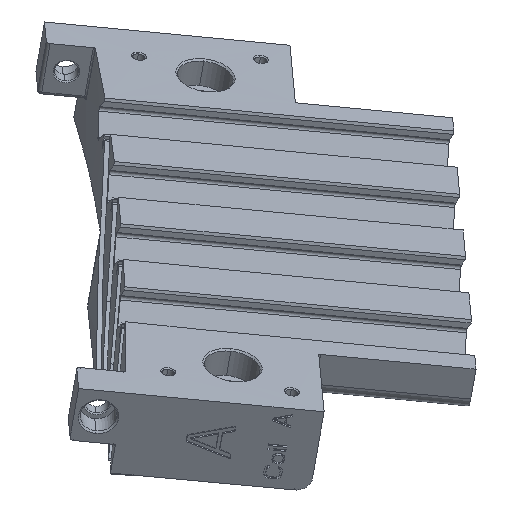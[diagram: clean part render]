
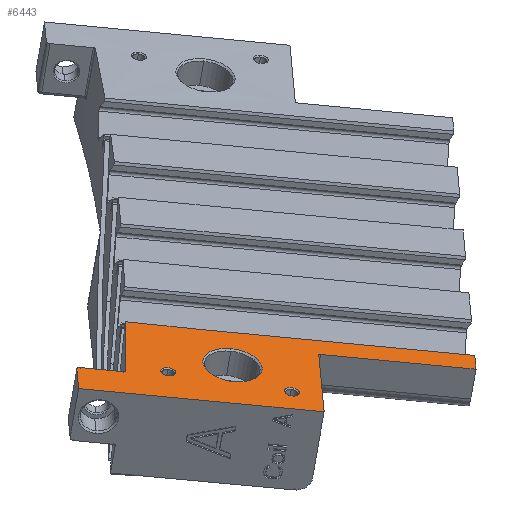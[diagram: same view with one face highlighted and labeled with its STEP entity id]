
A CAD part, isometric view. The second image highlights one B-rep face of the part: STEP entity #6443.
In plain terms, the highlighted planar face has unit normal (0.131, -0.074, 0.989).
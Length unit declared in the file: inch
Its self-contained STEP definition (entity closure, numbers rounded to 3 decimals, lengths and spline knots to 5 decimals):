
#12=CARTESIAN_POINT('',(87.53336,-32.984,-4.34491));
#13=DIRECTION('',(-0.131,0.074,-0.989));
#14=DIRECTION('',(0.67,0.742,-0.033));
#15=AXIS2_PLACEMENT_3D('',#12,#13,#14);
#17=CARTESIAN_POINT('',(87.53336,-32.984,-4.34491));
#18=DIRECTION('',(-0.131,0.074,-0.989));
#19=DIRECTION('',(-0.67,-0.742,0.033));
#20=AXIS2_PLACEMENT_3D('',#17,#18,#19);
#22=CARTESIAN_POINT('',(86.50377,-32.55251,-4.17581));
#23=DIRECTION('',(-0.131,0.074,-0.989));
#24=DIRECTION('',(-0.67,-0.742,0.033));
#25=AXIS2_PLACEMENT_3D('',#22,#23,#24);
#27=CARTESIAN_POINT('',(86.50377,-32.55251,-4.17581));
#28=DIRECTION('',(-0.131,0.074,-0.989));
#29=DIRECTION('',(0.67,0.742,-0.033));
#30=AXIS2_PLACEMENT_3D('',#27,#28,#29);
#32=CARTESIAN_POINT('',(87.79828,-34.07079,-4.46141));
#33=DIRECTION('',(-0.131,0.074,-0.989));
#34=DIRECTION('',(-0.67,-0.742,0.033));
#35=AXIS2_PLACEMENT_3D('',#32,#33,#34);
#37=CARTESIAN_POINT('',(87.79828,-34.07079,-4.46141));
#38=DIRECTION('',(-0.131,0.074,-0.989));
#39=DIRECTION('',(0.67,0.742,-0.033));
#40=AXIS2_PLACEMENT_3D('',#37,#38,#39);
#128=DIRECTION('',(-0.731,0.666,0.147));
#129=VECTOR('',#128,0.70384);
#130=CARTESIAN_POINT('',(85.88194,-32.15467,-4.06352));
#131=LINE('',#130,#129);
#132=CARTESIAN_POINT('',(86.95618,-31.12617,-4.12922));
#133=CARTESIAN_POINT('',(86.78614,-31.29858,-4.11954));
#134=CARTESIAN_POINT('',(86.44388,-31.64225,-4.09979));
#135=CARTESIAN_POINT('',(86.09712,-31.98367,-4.0793));
#136=CARTESIAN_POINT('',(85.92262,-32.1538,-4.06886));
#138=CARTESIAN_POINT('',(87.84602,-31.96302,-4.31005));
#139=CARTESIAN_POINT('',(87.81019,-31.93006,-4.30282));
#140=CARTESIAN_POINT('',(87.67896,-31.80926,-4.27635));
#141=CARTESIAN_POINT('',(87.44833,-31.59566,-4.22973));
#142=CARTESIAN_POINT('',(87.18016,-31.34185,-4.1751));
#143=CARTESIAN_POINT('',(87.01678,-31.18474,-4.14165));
#144=CARTESIAN_POINT('',(86.95618,-31.12617,-4.12922));
#146=DIRECTION('',(-0.731,0.666,0.147));
#147=VECTOR('',#146,4.45447);
#148=CARTESIAN_POINT('',(91.10208,-34.93147,-4.96474));
#149=LINE('',#148,#147);
#150=DIRECTION('',(-0.731,0.666,0.147));
#151=VECTOR('',#150,2.5325);
#152=CARTESIAN_POINT('',(90.83208,-35.2306,-4.95128));
#153=LINE('',#152,#151);
#154=DIRECTION('',(-0.67,-0.742,0.033));
#155=VECTOR('',#154,0.565);
#156=CARTESIAN_POINT('',(85.28342,-31.69016,-3.94925));
#157=LINE('',#156,#155);
#158=CARTESIAN_POINT('',(85.32728,-31.73015,-3.95807));
#159=DIRECTION('',(0.131,-0.074,0.989));
#160=DIRECTION('',(0.67,0.742,-0.033));
#161=AXIS2_PLACEMENT_3D('',#158,#159,#160);
#428=DIRECTION('',(0.67,0.742,-0.033));
#429=VECTOR('',#428,1.6575);
#430=CARTESIAN_POINT('',(87.82893,-34.77494,-4.51828));
#431=LINE('',#430,#429);
#475=CARTESIAN_POINT('',(88.96082,-33.56521,-4.57806));
#476=DIRECTION('',(-0.131,0.074,-0.989));
#477=DIRECTION('',(-0.731,0.666,0.147));
#478=AXIS2_PLACEMENT_3D('',#475,#476,#477);
#748=DIRECTION('',(-0.67,-0.742,0.033));
#749=VECTOR('',#748,0.40319);
#750=CARTESIAN_POINT('',(91.10208,-34.93147,-4.96474));
#751=LINE('',#750,#749);
#1277=CARTESIAN_POINT('',(86.95618,-31.12617,
-4.12922));
#1283=CARTESIAN_POINT('',(85.92262,-32.1538,
-4.06886));
#2397=DIRECTION('',(0.731,-0.666,-0.147));
#2398=VECTOR('',#2397,4.);
#2399=CARTESIAN_POINT('',(84.90506,-32.10934,
-3.93037));
#2400=LINE('',#2399,#2398);
#3340=CARTESIAN_POINT('',(85.92262,-32.1538,
-4.06886));
#3341=CARTESIAN_POINT('',(85.91872,-32.15761,
-4.06862));
#3342=CARTESIAN_POINT('',(85.91012,-32.1624,
-4.06784));
#3343=CARTESIAN_POINT('',(85.8945,-32.16269,
-4.06579));
#3344=CARTESIAN_POINT('',(85.88589,-32.15827,
-4.06431));
#3345=CARTESIAN_POINT('',(85.88194,-32.15467,
-4.06352));
#3369=CARTESIAN_POINT('',(85.88194,-32.15467,
-4.06352));
#5392=CARTESIAN_POINT('',(84.90506,-32.10934,
-3.93037));
#5393=CARTESIAN_POINT('',(87.82893,-34.77494,
-4.51828));
#5394=VERTEX_POINT('',#5392);
#5395=VERTEX_POINT('',#5393);
#5451=CARTESIAN_POINT('',(87.85686,-32.62561,
-4.36105));
#5452=CARTESIAN_POINT('',(87.20987,-33.3424,
-4.32877));
#5453=VERTEX_POINT('',#5451);
#5454=VERTEX_POINT('',#5452);
#5589=CARTESIAN_POINT('',(90.83208,-35.2306,
-4.95128));
#5590=VERTEX_POINT('',#5589);
#5607=CARTESIAN_POINT('',(85.36746,-31.68563,
-3.96007));
#5608=CARTESIAN_POINT('',(85.28342,-31.69016,
-3.94925));
#5609=VERTEX_POINT('',#5607);
#5610=VERTEX_POINT('',#5608);
#5621=CARTESIAN_POINT('',(86.42314,-32.64184,
-4.17179));
#5622=CARTESIAN_POINT('',(86.58439,-32.46319,
-4.17984));
#5623=VERTEX_POINT('',#5621);
#5624=VERTEX_POINT('',#5622);
#5629=CARTESIAN_POINT('',(87.71766,-34.16011,
-4.45739));
#5630=CARTESIAN_POINT('',(87.87891,-33.98146,
-4.46544));
#5631=VERTEX_POINT('',#5629);
#5632=VERTEX_POINT('',#5630);
#5685=CARTESIAN_POINT('',(88.98091,-33.54295,
-4.57906));
#5686=VERTEX_POINT('',#5685);
#5687=CARTESIAN_POINT('',(88.93889,-33.54521,
-4.57365));
#5688=VERTEX_POINT('',#5687);
#5832=VERTEX_POINT('',#3369);
#5833=VERTEX_POINT('',#1283);
#5855=VERTEX_POINT('',#1277);
#5858=VERTEX_POINT('',#138);
#5860=CARTESIAN_POINT('',(91.10208,-34.93147,
-4.96474));
#5862=VERTEX_POINT('',#5860);
#6394=CARTESIAN_POINT('',(96.9083,-28.51376,
-5.25551));
#6395=DIRECTION('',(-0.131,0.074,-0.989));
#6396=DIRECTION('',(-0.731,0.666,0.147));
#6397=AXIS2_PLACEMENT_3D('',#6394,#6395,#6396);
#6398=PLANE('',#6397);
#6400=ORIENTED_EDGE('',*,*,#6399,.F.);
#6402=ORIENTED_EDGE('',*,*,#6401,.F.);
#6404=ORIENTED_EDGE('',*,*,#6403,.F.);
#6406=ORIENTED_EDGE('',*,*,#6405,.F.);
#6408=ORIENTED_EDGE('',*,*,#6407,.F.);
#6410=ORIENTED_EDGE('',*,*,#6409,.T.);
#6412=ORIENTED_EDGE('',*,*,#6411,.T.);
#6414=ORIENTED_EDGE('',*,*,#6413,.F.);
#6416=ORIENTED_EDGE('',*,*,#6415,.F.);
#6418=ORIENTED_EDGE('',*,*,#6417,.F.);
#6420=ORIENTED_EDGE('',*,*,#6419,.F.);
#6422=ORIENTED_EDGE('',*,*,#6421,.F.);
#6423=EDGE_LOOP('',(#6400,#6402,#6404,#6406,#6408,#6410,#6412,#6414,#6416,#6418,
#6420,#6422));
#6424=FACE_OUTER_BOUND('',#6423,.F.);
#6426=ORIENTED_EDGE('',*,*,#6425,.F.);
#6428=ORIENTED_EDGE('',*,*,#6427,.F.);
#6429=EDGE_LOOP('',(#6426,#6428));
#6430=FACE_BOUND('',#6429,.F.);
#6432=ORIENTED_EDGE('',*,*,#6431,.F.);
#6434=ORIENTED_EDGE('',*,*,#6433,.F.);
#6435=EDGE_LOOP('',(#6432,#6434));
#6436=FACE_BOUND('',#6435,.F.);
#6438=ORIENTED_EDGE('',*,*,#6437,.F.);
#6440=ORIENTED_EDGE('',*,*,#6439,.F.);
#6441=EDGE_LOOP('',(#6438,#6440));
#6442=FACE_BOUND('',#6441,.F.);
#6443=ADVANCED_FACE('',(#6424,#6430,#6436,#6442),#6398,.F.);
#16=CIRCLE('',#15,0.48307);
#21=CIRCLE('',#20,0.48307);
#26=CIRCLE('',#25,0.1204);
#31=CIRCLE('',#30,0.1204);
#36=CIRCLE('',#35,0.1204);
#41=CIRCLE('',#40,0.1204);
#137=B_SPLINE_CURVE_WITH_KNOTS('',3,(#132,#133,#134,#135,#136),.UNSPECIFIED.,
.F.,.F.,(4,1,4),(0.,0.5,1.),.UNSPECIFIED.);
#145=B_SPLINE_CURVE_WITH_KNOTS('',3,(#138,#139,#140,#141,#142,#143,#144),
.UNSPECIFIED.,.F.,.F.,(4,1,1,1,4),(0.,0.12646,0.46168,
0.7969,1.),.UNSPECIFIED.);
#162=CIRCLE('',#161,0.06);
#479=CIRCLE('',#478,0.03);
#3346=B_SPLINE_CURVE_WITH_KNOTS('',3,(#3340,#3341,#3342,#3343,#3344,#3345),
.UNSPECIFIED.,.F.,.F.,(4,1,1,4),(0.,0.33333,0.66667,1.),
.UNSPECIFIED.);
#6399=EDGE_CURVE('',#5832,#5609,#131,.T.);
#6401=EDGE_CURVE('',#5833,#5832,#3346,.T.);
#6403=EDGE_CURVE('',#5855,#5833,#137,.T.);
#6405=EDGE_CURVE('',#5858,#5855,#145,.T.);
#6407=EDGE_CURVE('',#5862,#5858,#149,.T.);
#6409=EDGE_CURVE('',#5862,#5590,#751,.T.);
#6411=EDGE_CURVE('',#5590,#5686,#153,.T.);
#6413=EDGE_CURVE('',#5688,#5686,#479,.T.);
#6415=EDGE_CURVE('',#5395,#5688,#431,.T.);
#6417=EDGE_CURVE('',#5394,#5395,#2400,.T.);
#6419=EDGE_CURVE('',#5610,#5394,#157,.T.);
#6421=EDGE_CURVE('',#5609,#5610,#162,.T.);
#6425=EDGE_CURVE('',#5453,#5454,#16,.T.);
#6427=EDGE_CURVE('',#5454,#5453,#21,.T.);
#6431=EDGE_CURVE('',#5623,#5624,#26,.T.);
#6433=EDGE_CURVE('',#5624,#5623,#31,.T.);
#6437=EDGE_CURVE('',#5631,#5632,#36,.T.);
#6439=EDGE_CURVE('',#5632,#5631,#41,.T.);
